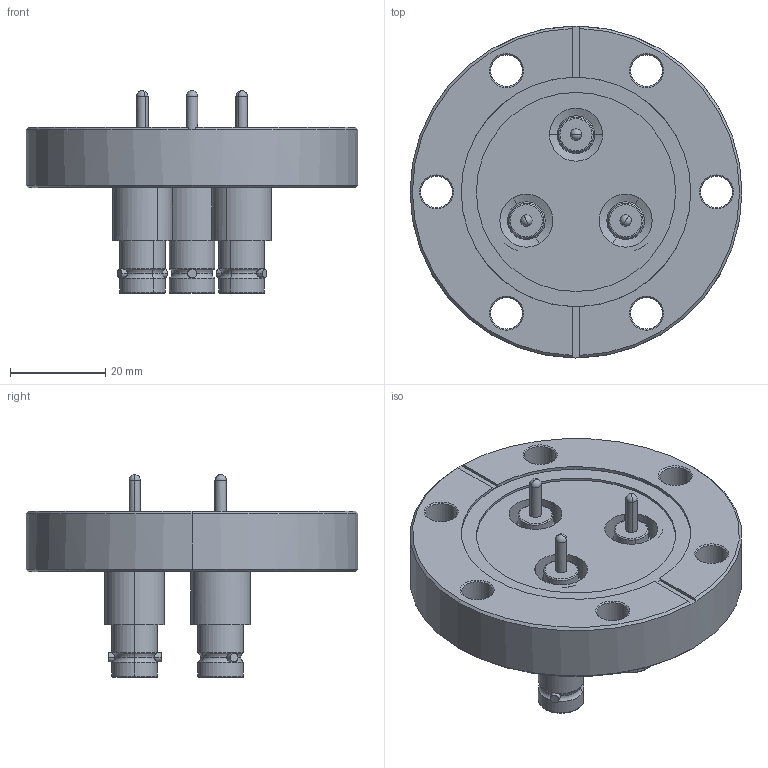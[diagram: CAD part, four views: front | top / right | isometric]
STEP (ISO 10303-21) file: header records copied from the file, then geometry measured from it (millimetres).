
FILE_DESCRIPTION (( 'STEP AP203' ), '1' );
FILE_NAME ('A0294-1-CF.STEP', '2012-06-04T20:11:07', ( '' ), ( '' ), 'SwSTEP 2.0', 'SolidWorks 2012', '' );
FILE_SCHEMA (( 'CONFIG_CONTROL_DESIGN' ));
Length unit declared in the file: inch
Products named in the file (1): A0294-1-CF
Bounding box: 69.85 x 69.85 x 42.67 mm (x, y, z)
Volume: 46037.6 mm3; surface area: 22687.9 mm2
Topology: 1 solids, 1 shells, 362 faces, 833 edges, 509 vertices
Faces by surface type: cylinder 172, plane 77, cone 59, torus 48, sphere 6
Entity records: 11256 total; most frequent: CARTESIAN_POINT 2659, DIRECTION 2013, ORIENTED_EDGE 1642, AXIS2_PLACEMENT_3D 863, EDGE_CURVE 821, VERTEX_POINT 503, CIRCLE 500, EDGE_LOOP 420
